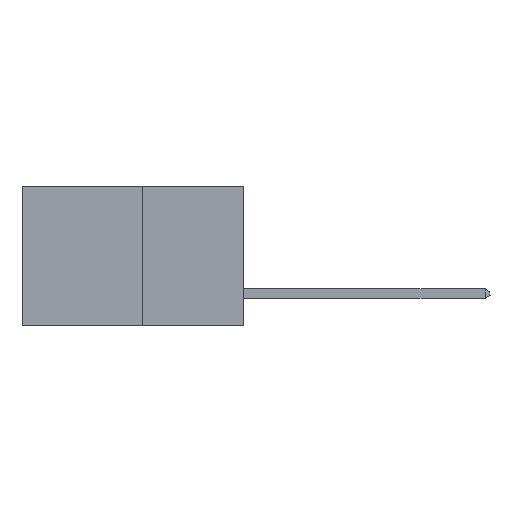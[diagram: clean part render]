
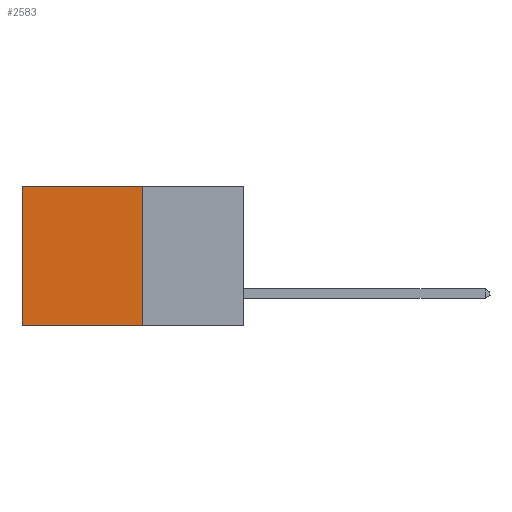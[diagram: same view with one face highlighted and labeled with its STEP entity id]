
A CAD part, left-side view. The second image highlights one B-rep face of the part: STEP entity #2583.
In plain terms, the highlighted planar face has unit normal (-1, 0, 0).
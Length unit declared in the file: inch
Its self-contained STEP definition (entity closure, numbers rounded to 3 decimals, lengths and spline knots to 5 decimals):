
#119 = CARTESIAN_POINT ( 'NONE',  ( 0.277, 0.27, 0. ) ) ;
#571 = CARTESIAN_POINT ( 'NONE',  ( 0.277, 0.59, -0.37 ) ) ;
#945 = CARTESIAN_POINT ( 'NONE',  ( 0.277, 0.27, -0.37 ) ) ;
#1072 = CARTESIAN_POINT ( 'NONE',  ( 0.277, 0.59, -0.37 ) ) ;
#1412 = PLANE ( 'NONE',  #3733 ) ;
#2219 = ORIENTED_EDGE ( 'NONE', *, *, #14891, .F. ) ;
#2583 = ADVANCED_FACE ( 'NONE', ( #18630 ), #1412, .F. ) ;
#3368 = VECTOR ( 'NONE', #14910, 39.37008 ) ;
#3515 = DIRECTION ( 'NONE',  ( 0., 0., -1. ) ) ;
#3565 = ORIENTED_EDGE ( 'NONE', *, *, #12921, .T. ) ;
#3584 = CARTESIAN_POINT ( 'NONE',  ( 0.277, 0.27, -0.37 ) ) ;
#3639 = DIRECTION ( 'NONE',  ( 0., 1., 0. ) ) ;
#3733 = AXIS2_PLACEMENT_3D ( 'NONE', #14605, #18452, #12788 ) ;
#6832 = VERTEX_POINT ( 'NONE', #945 ) ;
#8964 = VECTOR ( 'NONE', #21201, 39.37008 ) ;
#9100 = EDGE_CURVE ( 'NONE', #23966, #6832, #23286, .T. ) ;
#10394 = CARTESIAN_POINT ( 'NONE',  ( 0.277, 0.27, 0. ) ) ;
#11933 = VERTEX_POINT ( 'NONE', #12068 ) ;
#12068 = CARTESIAN_POINT ( 'NONE',  ( 0.277, 0.59, 0. ) ) ;
#12788 = DIRECTION ( 'NONE',  ( 0., 0., -1. ) ) ;
#12921 = EDGE_CURVE ( 'NONE', #23966, #11933, #19753, .T. ) ;
#14605 = CARTESIAN_POINT ( 'NONE',  ( 0.277, 0.27, -0.37 ) ) ;
#14702 = EDGE_CURVE ( 'NONE', #11933, #22998, #19660, .T. ) ;
#14891 = EDGE_CURVE ( 'NONE', #6832, #22998, #21114, .T. ) ;
#14910 = DIRECTION ( 'NONE',  ( 0., 0., -1. ) ) ;
#15412 = CARTESIAN_POINT ( 'NONE',  ( 0.277, 0.27, -0.37 ) ) ;
#18452 = DIRECTION ( 'NONE',  ( 1., 0., 0. ) ) ;
#18630 = FACE_OUTER_BOUND ( 'NONE', #19423, .T. ) ;
#18840 = VECTOR ( 'NONE', #3515, 39.37008 ) ;
#19423 = EDGE_LOOP ( 'NONE', ( #23989, #2219, #23385, #3565 ) ) ;
#19660 = LINE ( 'NONE', #1072, #3368 ) ;
#19753 = LINE ( 'NONE', #119, #24173 ) ;
#21114 = LINE ( 'NONE', #15412, #8964 ) ;
#21201 = DIRECTION ( 'NONE',  ( 0., 1., 0. ) ) ;
#22998 = VERTEX_POINT ( 'NONE', #571 ) ;
#23286 = LINE ( 'NONE', #3584, #18840 ) ;
#23385 = ORIENTED_EDGE ( 'NONE', *, *, #9100, .F. ) ;
#23966 = VERTEX_POINT ( 'NONE', #10394 ) ;
#23989 = ORIENTED_EDGE ( 'NONE', *, *, #14702, .T. ) ;
#24173 = VECTOR ( 'NONE', #3639, 39.37008 ) ;
